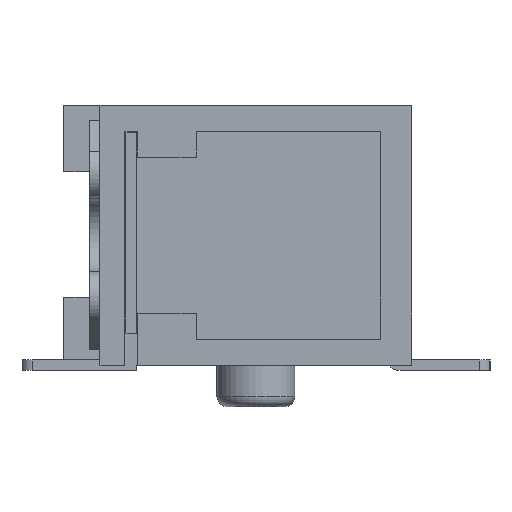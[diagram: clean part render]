
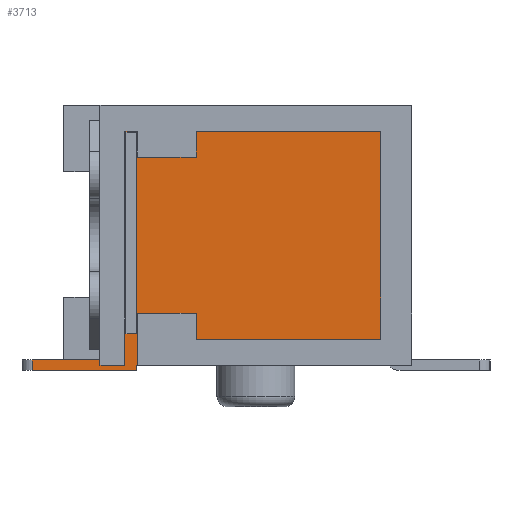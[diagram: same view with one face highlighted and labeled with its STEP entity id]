
A CAD part, left-side view. The second image highlights one B-rep face of the part: STEP entity #3713.
In plain terms, the highlighted planar face has unit normal (-1, 0, 0).
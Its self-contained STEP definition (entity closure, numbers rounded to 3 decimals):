
#14=FACE_BOUND('',#1161,.T.);
#38=LINE('',#5241,#491);
#39=LINE('',#5243,#492);
#40=LINE('',#5245,#493);
#41=LINE('',#5247,#494);
#42=LINE('',#5249,#495);
#43=LINE('',#5251,#496);
#44=LINE('',#5253,#497);
#45=LINE('',#5255,#498);
#46=LINE('',#5257,#499);
#47=LINE('',#5259,#500);
#48=LINE('',#5261,#501);
#49=LINE('',#5263,#502);
#50=LINE('',#5265,#503);
#51=LINE('',#5267,#504);
#52=LINE('',#5269,#505);
#53=LINE('',#5271,#506);
#54=LINE('',#5273,#507);
#55=LINE('',#5275,#508);
#56=LINE('',#5276,#509);
#57=LINE('',#5279,#510);
#58=LINE('',#5281,#511);
#59=LINE('',#5283,#512);
#60=LINE('',#5284,#513);
#491=VECTOR('',#4252,1000.);
#492=VECTOR('',#4253,1000.);
#493=VECTOR('',#4254,1000.);
#494=VECTOR('',#4255,1000.);
#495=VECTOR('',#4256,1000.);
#496=VECTOR('',#4257,1000.);
#497=VECTOR('',#4258,1000.);
#498=VECTOR('',#4259,1000.);
#499=VECTOR('',#4260,1000.);
#500=VECTOR('',#4261,1000.);
#501=VECTOR('',#4262,1000.);
#502=VECTOR('',#4263,1000.);
#503=VECTOR('',#4264,1000.);
#504=VECTOR('',#4265,1000.);
#505=VECTOR('',#4266,1000.);
#506=VECTOR('',#4267,1000.);
#507=VECTOR('',#4268,1000.);
#508=VECTOR('',#4269,1000.);
#509=VECTOR('',#4270,1000.);
#510=VECTOR('',#4271,1000.);
#511=VECTOR('',#4272,1000.);
#512=VECTOR('',#4273,1000.);
#513=VECTOR('',#4274,1000.);
#974=FACE_OUTER_BOUND('',#1160,.T.);
#1160=EDGE_LOOP('',(#2361,#2362,#2363,#2364,#2365,#2366,#2367,#2368,#2369,
#2370,#2371,#2372,#2373,#2374,#2375,#2376,#2377,#2378,#2379));
#1161=EDGE_LOOP('',(#2380,#2381,#2382,#2383));
#1454=VERTEX_POINT('',#5239);
#1455=VERTEX_POINT('',#5240);
#1456=VERTEX_POINT('',#5242);
#1457=VERTEX_POINT('',#5244);
#1458=VERTEX_POINT('',#5246);
#1459=VERTEX_POINT('',#5248);
#1460=VERTEX_POINT('',#5250);
#1461=VERTEX_POINT('',#5252);
#1462=VERTEX_POINT('',#5254);
#1463=VERTEX_POINT('',#5256);
#1464=VERTEX_POINT('',#5258);
#1465=VERTEX_POINT('',#5260);
#1466=VERTEX_POINT('',#5262);
#1467=VERTEX_POINT('',#5264);
#1468=VERTEX_POINT('',#5266);
#1469=VERTEX_POINT('',#5268);
#1470=VERTEX_POINT('',#5270);
#1471=VERTEX_POINT('',#5272);
#1472=VERTEX_POINT('',#5274);
#1473=VERTEX_POINT('',#5277);
#1474=VERTEX_POINT('',#5278);
#1475=VERTEX_POINT('',#5280);
#1476=VERTEX_POINT('',#5282);
#1813=EDGE_CURVE('',#1454,#1455,#38,.T.);
#1814=EDGE_CURVE('',#1455,#1456,#39,.T.);
#1815=EDGE_CURVE('',#1457,#1456,#40,.T.);
#1816=EDGE_CURVE('',#1458,#1457,#41,.T.);
#1817=EDGE_CURVE('',#1459,#1458,#42,.T.);
#1818=EDGE_CURVE('',#1460,#1459,#43,.T.);
#1819=EDGE_CURVE('',#1461,#1460,#44,.T.);
#1820=EDGE_CURVE('',#1462,#1461,#45,.T.);
#1821=EDGE_CURVE('',#1463,#1462,#46,.T.);
#1822=EDGE_CURVE('',#1464,#1463,#47,.T.);
#1823=EDGE_CURVE('',#1465,#1464,#48,.T.);
#1824=EDGE_CURVE('',#1466,#1465,#49,.T.);
#1825=EDGE_CURVE('',#1467,#1466,#50,.T.);
#1826=EDGE_CURVE('',#1468,#1467,#51,.T.);
#1827=EDGE_CURVE('',#1469,#1468,#52,.T.);
#1828=EDGE_CURVE('',#1470,#1469,#53,.T.);
#1829=EDGE_CURVE('',#1471,#1470,#54,.T.);
#1830=EDGE_CURVE('',#1471,#1472,#55,.T.);
#1831=EDGE_CURVE('',#1454,#1472,#56,.T.);
#1832=EDGE_CURVE('',#1473,#1474,#57,.T.);
#1833=EDGE_CURVE('',#1475,#1473,#58,.T.);
#1834=EDGE_CURVE('',#1476,#1475,#59,.T.);
#1835=EDGE_CURVE('',#1474,#1476,#60,.T.);
#2361=ORIENTED_EDGE('',*,*,#1813,.T.);
#2362=ORIENTED_EDGE('',*,*,#1814,.T.);
#2363=ORIENTED_EDGE('',*,*,#1815,.F.);
#2364=ORIENTED_EDGE('',*,*,#1816,.F.);
#2365=ORIENTED_EDGE('',*,*,#1817,.F.);
#2366=ORIENTED_EDGE('',*,*,#1818,.F.);
#2367=ORIENTED_EDGE('',*,*,#1819,.F.);
#2368=ORIENTED_EDGE('',*,*,#1820,.F.);
#2369=ORIENTED_EDGE('',*,*,#1821,.F.);
#2370=ORIENTED_EDGE('',*,*,#1822,.F.);
#2371=ORIENTED_EDGE('',*,*,#1823,.F.);
#2372=ORIENTED_EDGE('',*,*,#1824,.F.);
#2373=ORIENTED_EDGE('',*,*,#1825,.F.);
#2374=ORIENTED_EDGE('',*,*,#1826,.F.);
#2375=ORIENTED_EDGE('',*,*,#1827,.F.);
#2376=ORIENTED_EDGE('',*,*,#1828,.F.);
#2377=ORIENTED_EDGE('',*,*,#1829,.F.);
#2378=ORIENTED_EDGE('',*,*,#1830,.T.);
#2379=ORIENTED_EDGE('',*,*,#1831,.F.);
#2380=ORIENTED_EDGE('',*,*,#1832,.F.);
#2381=ORIENTED_EDGE('',*,*,#1833,.F.);
#2382=ORIENTED_EDGE('',*,*,#1834,.F.);
#2383=ORIENTED_EDGE('',*,*,#1835,.F.);
#3385=PLANE('',#3939);
#3713=ADVANCED_FACE('',(#974,#14),#3385,.T.);
#3939=AXIS2_PLACEMENT_3D('',#5238,#4250,#4251);
#4250=DIRECTION('center_axis',(-1.,0.,0.));
#4251=DIRECTION('ref_axis',(0.,-1.,0.));
#4252=DIRECTION('',(0.,1.,0.));
#4253=DIRECTION('',(0.,0.,-1.));
#4254=DIRECTION('',(0.,1.,0.));
#4255=DIRECTION('',(0.,0.,-1.));
#4256=DIRECTION('',(0.,1.,0.));
#4257=DIRECTION('',(0.,0.,-1.));
#4258=DIRECTION('',(0.,1.,0.));
#4259=DIRECTION('',(0.,0.,1.));
#4260=DIRECTION('',(0.,1.,0.));
#4261=DIRECTION('',(0.,0.,-1.));
#4262=DIRECTION('',(0.,-1.,0.));
#4263=DIRECTION('',(0.,-1.,0.));
#4264=DIRECTION('',(0.,0.,1.));
#4265=DIRECTION('',(0.,-1.,0.));
#4266=DIRECTION('',(0.,0.,-1.));
#4267=DIRECTION('',(0.,-1.,0.));
#4268=DIRECTION('',(0.,0.,1.));
#4269=DIRECTION('',(0.,1.,0.));
#4270=DIRECTION('',(0.,0.,-1.));
#4271=DIRECTION('',(0.,1.,0.));
#4272=DIRECTION('',(0.,0.,1.));
#4273=DIRECTION('',(0.,-1.,0.));
#4274=DIRECTION('',(0.,0.,-1.));
#5238=CARTESIAN_POINT('Origin',(-5.8,4.5,0.));
#5239=CARTESIAN_POINT('',(-5.8,3.,0.2));
#5240=CARTESIAN_POINT('',(-5.8,4.3,0.2));
#5241=CARTESIAN_POINT('',(-5.8,2.3,0.2));
#5242=CARTESIAN_POINT('',(-5.8,4.3,0.));
#5243=CARTESIAN_POINT('',(-5.8,4.3,0.));
#5244=CARTESIAN_POINT('',(-5.8,2.3,0.));
#5245=CARTESIAN_POINT('',(-5.8,2.3,0.));
#5246=CARTESIAN_POINT('',(-5.8,2.3,0.1));
#5247=CARTESIAN_POINT('',(-5.8,2.3,1.448));
#5248=CARTESIAN_POINT('',(-5.8,2.28,0.1));
#5249=CARTESIAN_POINT('',(-5.8,2.52,0.1));
#5250=CARTESIAN_POINT('',(-5.8,2.28,1.1));
#5251=CARTESIAN_POINT('',(-5.8,2.28,1.1));
#5252=CARTESIAN_POINT('',(-5.8,1.15,1.1));
#5253=CARTESIAN_POINT('',(-5.8,2.28,1.1));
#5254=CARTESIAN_POINT('',(-5.8,1.15,0.6));
#5255=CARTESIAN_POINT('',(-5.8,1.15,1.1));
#5256=CARTESIAN_POINT('',(-5.8,-2.4,0.6));
#5257=CARTESIAN_POINT('',(-5.8,1.15,0.6));
#5258=CARTESIAN_POINT('',(-5.8,-2.4,4.6));
#5259=CARTESIAN_POINT('',(-5.8,-2.4,0.6));
#5260=CARTESIAN_POINT('',(-5.8,0.8,4.6));
#5261=CARTESIAN_POINT('',(-5.8,-2.4,4.6));
#5262=CARTESIAN_POINT('',(-5.8,1.15,4.6));
#5263=CARTESIAN_POINT('',(-5.8,-2.4,4.6));
#5264=CARTESIAN_POINT('',(-5.8,1.15,4.1));
#5265=CARTESIAN_POINT('',(-5.8,1.15,4.6));
#5266=CARTESIAN_POINT('',(-5.8,2.28,4.1));
#5267=CARTESIAN_POINT('',(-5.8,1.15,4.1));
#5268=CARTESIAN_POINT('',(-5.8,2.28,4.6));
#5269=CARTESIAN_POINT('',(-5.8,2.28,4.6));
#5270=CARTESIAN_POINT('',(-5.8,2.52,4.6));
#5271=CARTESIAN_POINT('',(-5.8,2.28,4.6));
#5272=CARTESIAN_POINT('',(-5.8,2.52,0.1));
#5273=CARTESIAN_POINT('',(-5.8,2.52,4.6));
#5274=CARTESIAN_POINT('',(-5.8,3.,0.1));
#5275=CARTESIAN_POINT('',(-5.8,-3.,0.1));
#5276=CARTESIAN_POINT('',(-5.8,3.,0.1));
#5277=CARTESIAN_POINT('',(-5.8,2.3,4.58));
#5278=CARTESIAN_POINT('',(-5.8,2.5,4.58));
#5279=CARTESIAN_POINT('',(-5.8,2.3,4.58));
#5280=CARTESIAN_POINT('',(-5.8,2.3,0.7));
#5281=CARTESIAN_POINT('',(-5.8,2.3,0.7));
#5282=CARTESIAN_POINT('',(-5.8,2.5,0.7));
#5283=CARTESIAN_POINT('',(-5.8,2.3,0.7));
#5284=CARTESIAN_POINT('',(-5.8,2.5,0.7));
